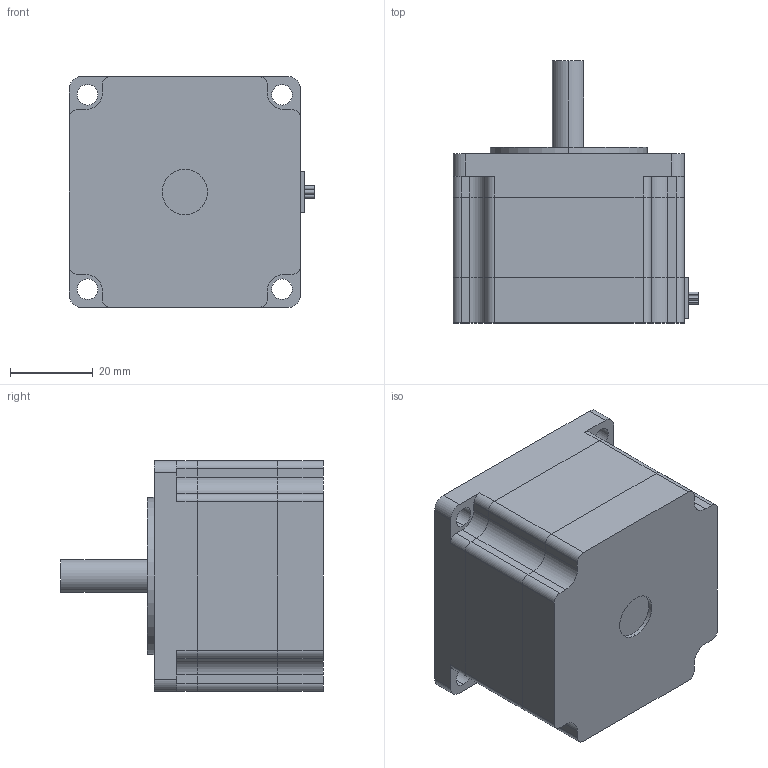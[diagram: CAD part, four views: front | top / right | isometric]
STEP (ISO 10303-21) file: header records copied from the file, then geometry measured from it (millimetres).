
FILE_DESCRIPTION (( 'STEP AP214' ), '1' );
FILE_NAME ('57HS4120A4D8.STEP', '2022-12-21T06:04:02', ( 'Windows User' ), ( 'P R C' ), 'SwSTEP 2.0', 'SolidWorks 2021', '' );
FILE_SCHEMA (( 'AUTOMOTIVE_DESIGN' ));
Length unit declared in the file: millimetre
Products named in the file (4): 57祭輛儂旯; 57祭輛綴傷裔; 57步进上端盖含20厘米D8轴; 57HS4120A4D8
Assembly tree (3 placements, depth 2):
  57HS4120A4D8
    57祭輛儂旯
    57步进上端盖含20厘米D8轴
    57祭輛綴傷裔
Bounding box: 59.5 x 63.6 x 56 mm (x, y, z)
Volume: 43700.5 mm3; surface area: 33450.4 mm2
Topology: 3 solids, 3 shells, 162 faces, 426 edges, 284 vertices
Faces by surface type: plane 89, cylinder 73
Entity records: 5463 total; most frequent: DIRECTION 908, CARTESIAN_POINT 878, ORIENTED_EDGE 852, EDGE_CURVE 426, AXIS2_PLACEMENT_3D 314, VERTEX_POINT 284, VECTOR 280, LINE 280
